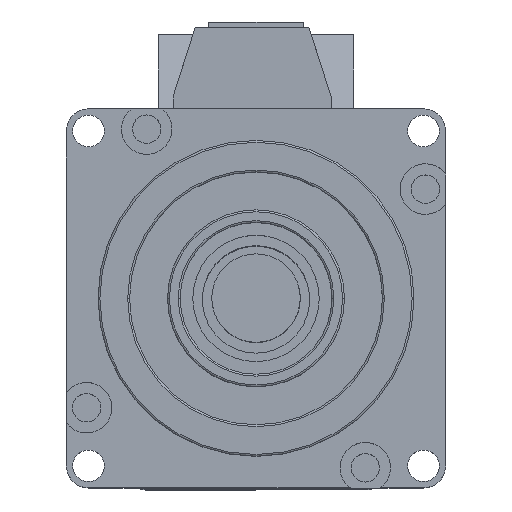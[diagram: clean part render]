
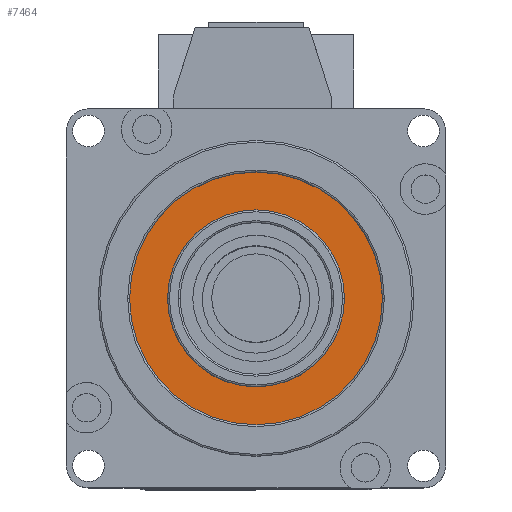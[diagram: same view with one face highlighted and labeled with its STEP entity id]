
A CAD part, top view. The second image highlights one B-rep face of the part: STEP entity #7464.
In plain terms, the highlighted planar face has unit normal (0, 0, 1).
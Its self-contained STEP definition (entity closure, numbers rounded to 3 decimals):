
#404 = CARTESIAN_POINT ( 'NONE',  ( 3.5, 56.5, 0. ) ) ;
#475 = DIRECTION ( 'NONE',  ( -1., 0., 0. ) ) ;
#1184 = EDGE_LOOP ( 'NONE', ( #8506, #5549 ) ) ;
#1430 = AXIS2_PLACEMENT_3D ( 'NONE', #404, #10875, #3545 ) ;
#1481 = PLANE ( 'NONE',  #1430 ) ;
#1506 = CARTESIAN_POINT ( 'NONE',  ( 30., 30., 0. ) ) ;
#1676 = CARTESIAN_POINT ( 'NONE',  ( 30., 30., 0. ) ) ;
#1682 = DIRECTION ( 'NONE',  ( 0., 0., 1. ) ) ;
#1794 = ORIENTED_EDGE ( 'NONE', *, *, #8805, .T. ) ;
#2652 = VERTEX_POINT ( 'NONE', #7940 ) ;
#2848 = DIRECTION ( 'NONE',  ( 1., 0., 0. ) ) ;
#2908 = ORIENTED_EDGE ( 'NONE', *, *, #4370, .T. ) ;
#3123 = EDGE_LOOP ( 'NONE', ( #1794, #2908 ) ) ;
#3545 = DIRECTION ( 'NONE',  ( -1., 0., 0. ) ) ;
#4370 = EDGE_CURVE ( 'NONE', #4947, #2652, #12160, .T. ) ;
#4608 = AXIS2_PLACEMENT_3D ( 'NONE', #13263, #7952, #2848 ) ;
#4618 = DIRECTION ( 'NONE',  ( 0., 0., 1. ) ) ;
#4947 = VERTEX_POINT ( 'NONE', #9446 ) ;
#5030 = AXIS2_PLACEMENT_3D ( 'NONE', #11381, #5119, #12434 ) ;
#5119 = DIRECTION ( 'NONE',  ( 0., 0., 1. ) ) ;
#5549 = ORIENTED_EDGE ( 'NONE', *, *, #6546, .F. ) ;
#5862 = DIRECTION ( 'NONE',  ( 1., 0., 0. ) ) ;
#6329 = FACE_OUTER_BOUND ( 'NONE', #3123, .T. ) ;
#6483 = AXIS2_PLACEMENT_3D ( 'NONE', #1506, #1682, #5862 ) ;
#6546 = EDGE_CURVE ( 'NONE', #9256, #8771, #8327, .T. ) ;
#7464 = ADVANCED_FACE ( 'NONE', ( #6329, #10104 ), #1481, .F. ) ;
#7841 = CIRCLE ( 'NONE', #5030, 14. ) ;
#7940 = CARTESIAN_POINT ( 'NONE',  ( 10., 30., 0. ) ) ;
#7952 = DIRECTION ( 'NONE',  ( 0., 0., 1. ) ) ;
#8327 = CIRCLE ( 'NONE', #12793, 14. ) ;
#8506 = ORIENTED_EDGE ( 'NONE', *, *, #10693, .F. ) ;
#8771 = VERTEX_POINT ( 'NONE', #11990 ) ;
#8805 = EDGE_CURVE ( 'NONE', #2652, #4947, #11078, .T. ) ;
#9256 = VERTEX_POINT ( 'NONE', #10006 ) ;
#9446 = CARTESIAN_POINT ( 'NONE',  ( 50., 30., 0. ) ) ;
#10006 = CARTESIAN_POINT ( 'NONE',  ( 44., 30., 0. ) ) ;
#10104 = FACE_BOUND ( 'NONE', #1184, .T. ) ;
#10693 = EDGE_CURVE ( 'NONE', #8771, #9256, #7841, .T. ) ;
#10875 = DIRECTION ( 'NONE',  ( 0., 0., -1. ) ) ;
#11078 = CIRCLE ( 'NONE', #6483, 20. ) ;
#11381 = CARTESIAN_POINT ( 'NONE',  ( 30., 30., 0. ) ) ;
#11990 = CARTESIAN_POINT ( 'NONE',  ( 16., 30., 0. ) ) ;
#12160 = CIRCLE ( 'NONE', #4608, 20. ) ;
#12434 = DIRECTION ( 'NONE',  ( -1., 0., 0. ) ) ;
#12793 = AXIS2_PLACEMENT_3D ( 'NONE', #1676, #4618, #475 ) ;
#13263 = CARTESIAN_POINT ( 'NONE',  ( 30., 30., 0. ) ) ;
